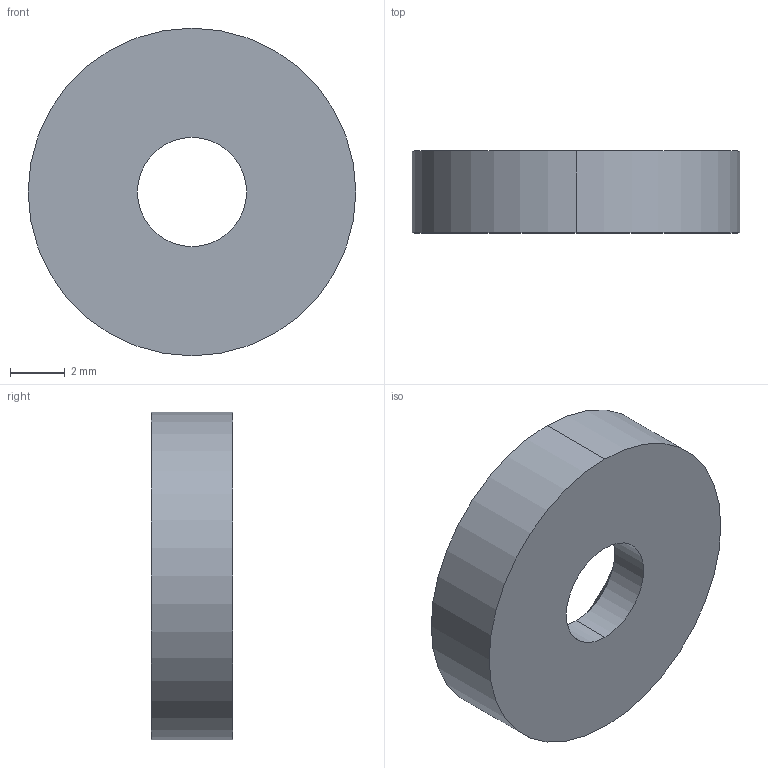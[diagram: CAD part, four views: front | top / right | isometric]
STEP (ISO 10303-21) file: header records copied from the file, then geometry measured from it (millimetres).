
FILE_DESCRIPTION (( 'STEP AP214' ), '1' );
FILE_NAME ('magnet.STEP', '2026-02-17T17:59:47', ( '' ), ( '' ), 'SwSTEP 2.0', 'SolidWorks 2025', '' );
FILE_SCHEMA (( 'AUTOMOTIVE_DESIGN' ));
Length unit declared in the file: millimetre
Products named in the file (1): magnet
Bounding box: 12 x 3 x 12 mm (x, y, z)
Volume: 276.5 mm3; surface area: 342.4 mm2
Topology: 1 solids, 1 shells, 8 faces, 18 edges, 12 vertices
Faces by surface type: cylinder 4, bspline 2, plane 2
Entity records: 399 total; most frequent: CARTESIAN_POINT 187, DIRECTION 42, ORIENTED_EDGE 36, AXIS2_PLACEMENT_3D 19, EDGE_CURVE 18, CIRCLE 12, VERTEX_POINT 12, EDGE_LOOP 10
